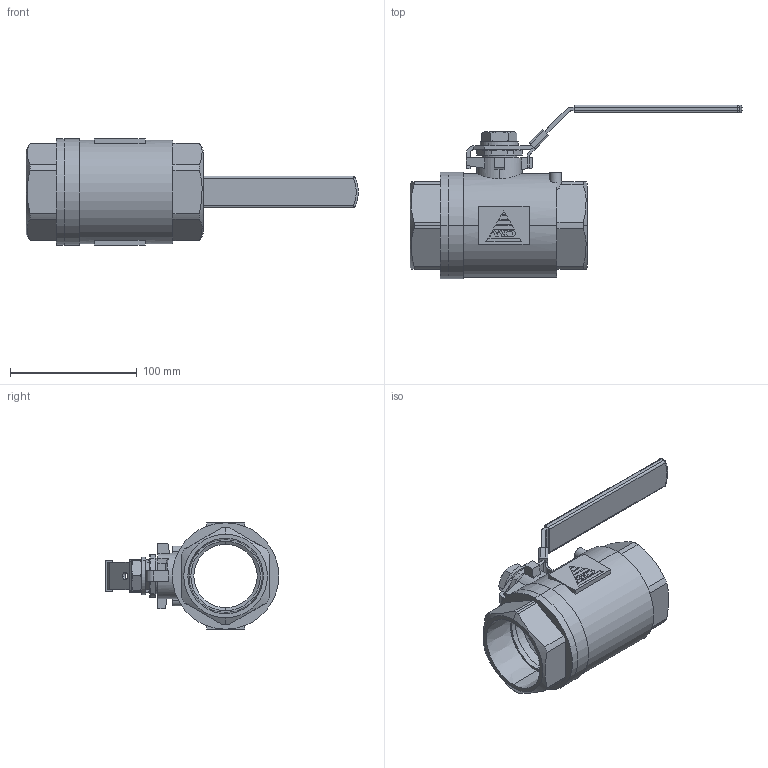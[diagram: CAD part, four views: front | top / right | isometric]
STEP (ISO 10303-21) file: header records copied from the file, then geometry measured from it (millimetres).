
FILE_DESCRIPTION (( 'STEP AP203' ), '1' );
FILE_NAME ('V-109-PN63_DN50.STEP', '2019-10-31T09:01:33', ( '' ), ( '' ), 'SwSTEP 2.0', 'SolidWorks 2012', '' );
FILE_SCHEMA (( 'CONFIG_CONTROL_DESIGN' ));
Length unit declared in the file: millimetre
Products named in the file (5): V-109-PN63_DN50; B18.2.4.5M - Hex jam nut,  M16 x 2_B18.2.4.5M - Hex jam nut,  M16 x 2 --D-N; Washer ISO 7089 - 16_Washer ISO 7089 - 16; V-109-HANDLE_189L; V-109-DN50-BODY
Assembly tree (4 placements, depth 2):
  V-109-PN63_DN50
    V-109-DN50-BODY
    V-109-HANDLE_189L
    Washer ISO 7089 - 16_Washer ISO 7089 - 16
    B18.2.4.5M - Hex jam nut,  M16 x 2_B18.2.4.5M - Hex jam nut,  M16 x 2 --D-N
Bounding box: 262.06 x 137 x 84.2 mm (x, y, z)
Volume: 424499.3 mm3; surface area: 93960.3 mm2
Topology: 5 solids, 5 shells, 385 faces, 997 edges, 642 vertices
Faces by surface type: plane 262, cylinder 81, cone 36, sphere 4, torus 2
Entity records: 12563 total; most frequent: CARTESIAN_POINT 2595, ORIENTED_EDGE 1982, DIRECTION 1921, EDGE_CURVE 991, LINE 709, VECTOR 709, VERTEX_POINT 642, AXIS2_PLACEMENT_3D 606
